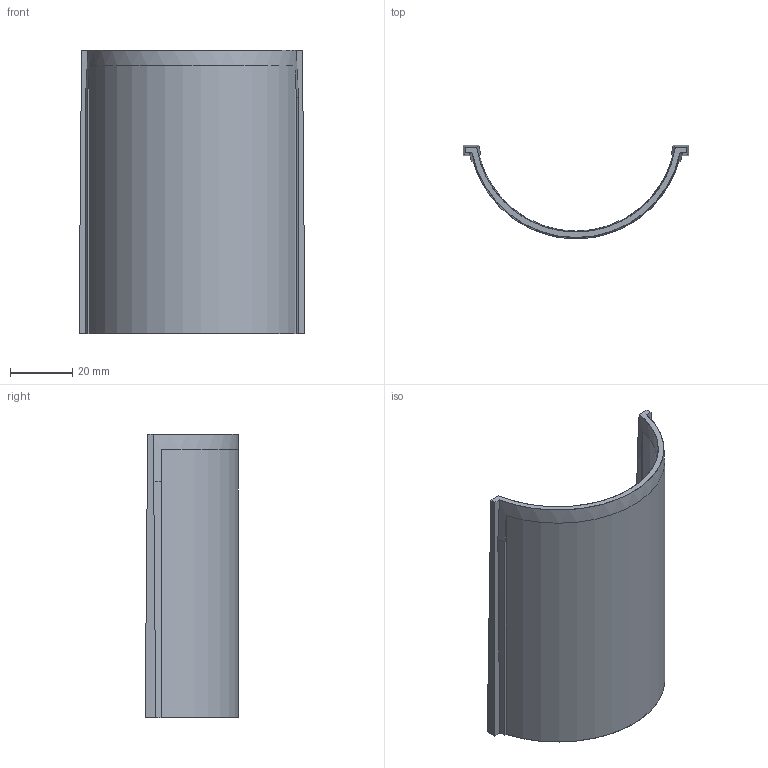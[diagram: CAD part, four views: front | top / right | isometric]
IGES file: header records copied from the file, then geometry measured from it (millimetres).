
Start section: SolidWorks IGES file using analytic representation for surfaces
Global section: file name: 01 25 1238 125.IGS; native system: SolidWorks 2014; preprocessor: SolidWorks 2014; author: utilizadort; date: 141114.164133; units: millimetre
Bounding box: 72.44 x 30.03 x 90.95 mm (x, y, z)
Surface area: 19003.1 mm2 (no closed solid volume)
Topology: 0 solids, 0 shells, 21 faces, 237 edges, 237 vertices
Faces by surface type: bspline 12, revolution 9
